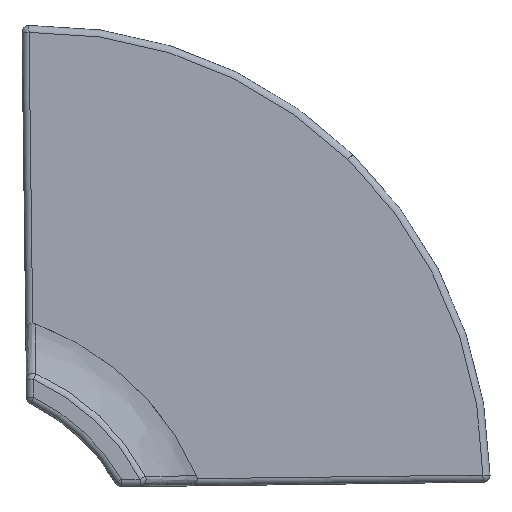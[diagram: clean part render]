
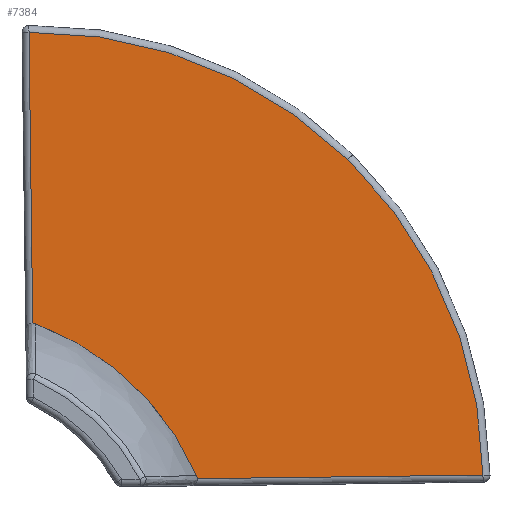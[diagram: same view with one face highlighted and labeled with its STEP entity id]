
A CAD part, top view. The second image highlights one B-rep face of the part: STEP entity #7384.
In plain terms, the highlighted planar face has unit normal (0, 0, 1).
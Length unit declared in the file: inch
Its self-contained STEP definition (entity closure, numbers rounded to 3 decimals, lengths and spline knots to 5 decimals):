
#696=PLANE('',#8088);
#957=FACE_OUTER_BOUND('',#1530,.T.);
#1530=EDGE_LOOP('',(#4960,#4961,#4962,#4963,#4964,#4965));
#2172=LINE('',#11211,#2438);
#2177=LINE('',#11228,#2443);
#2438=VECTOR('',#9068,0.5);
#2443=VECTOR('',#9087,0.3937);
#2701=CIRCLE('',#8047,10.38003);
#2706=CIRCLE('',#8053,10.38003);
#2726=CIRCLE('',#8089,31.84404);
#2727=CIRCLE('',#8090,31.84404);
#3163=VERTEX_POINT('',#11163);
#3164=VERTEX_POINT('',#11165);
#3166=VERTEX_POINT('',#11172);
#3175=VERTEX_POINT('',#11209);
#3180=VERTEX_POINT('',#11227);
#3183=VERTEX_POINT('',#11239);
#3779=EDGE_CURVE('',#3163,#3164,#2701,.T.);
#3784=EDGE_CURVE('',#3166,#3163,#2706,.T.);
#3803=EDGE_CURVE('',#3166,#3175,#2172,.T.);
#3811=EDGE_CURVE('',#3164,#3180,#2177,.T.);
#3817=EDGE_CURVE('',#3183,#3175,#2726,.T.);
#3818=EDGE_CURVE('',#3180,#3183,#2727,.T.);
#4960=ORIENTED_EDGE('',*,*,#3784,.F.);
#4961=ORIENTED_EDGE('',*,*,#3803,.T.);
#4962=ORIENTED_EDGE('',*,*,#3817,.F.);
#4963=ORIENTED_EDGE('',*,*,#3818,.F.);
#4964=ORIENTED_EDGE('',*,*,#3811,.F.);
#4965=ORIENTED_EDGE('',*,*,#3779,.F.);
#7384=ADVANCED_FACE('',(#957),#696,.T.);
#8047=AXIS2_PLACEMENT_3D('',#11166,#9004,#9005);
#8053=AXIS2_PLACEMENT_3D('',#11174,#9016,#9017);
#8088=AXIS2_PLACEMENT_3D('',#11238,#9099,#9100);
#8089=AXIS2_PLACEMENT_3D('',#11240,#9101,#9102);
#8090=AXIS2_PLACEMENT_3D('',#11241,#9103,#9104);
#9004=DIRECTION('center_axis',(0.,0.,1.));
#9005=DIRECTION('ref_axis',(-0.295,0.956,0.));
#9016=DIRECTION('center_axis',(0.,0.,1.));
#9017=DIRECTION('ref_axis',(0.295,0.956,0.));
#9068=DIRECTION('',(0.707,0.707,0.));
#9087=DIRECTION('',(-0.707,0.707,0.));
#9099=DIRECTION('center_axis',(0.,0.,1.));
#9100=DIRECTION('ref_axis',(1.,0.,0.));
#9101=DIRECTION('center_axis',(0.,0.,-1.));
#9102=DIRECTION('ref_axis',(0.384,0.923,0.));
#9103=DIRECTION('center_axis',(0.,0.,-1.));
#9104=DIRECTION('ref_axis',(-0.384,0.923,0.));
#11163=CARTESIAN_POINT('',(0.,-11.89559,4.));
#11165=CARTESIAN_POINT('',(-5.92371,-13.75184,4.));
#11166=CARTESIAN_POINT('Origin',(-0.00001,-22.27562,
4.));
#11172=CARTESIAN_POINT('',(5.92372,-13.7518,4.));
#11174=CARTESIAN_POINT('Origin',(0.00008,-22.27562,
4.));
#11209=CARTESIAN_POINT('',(22.56958,2.89417,4.));
#11211=CARTESIAN_POINT('',(7.6082,-12.06731,4.));
#11227=CARTESIAN_POINT('',(-22.56969,2.89402,4.));
#11228=CARTESIAN_POINT('',(-16.18127,-3.49436,4.));
#11238=CARTESIAN_POINT('Origin',(-0.00004,-0.3386,
4.));
#11239=CARTESIAN_POINT('',(-0.00009,12.27059,4.));
#11240=CARTESIAN_POINT('Origin',(0.00304,-19.57345,4.));
#11241=CARTESIAN_POINT('Origin',(-0.00299,-19.57345,
4.));
